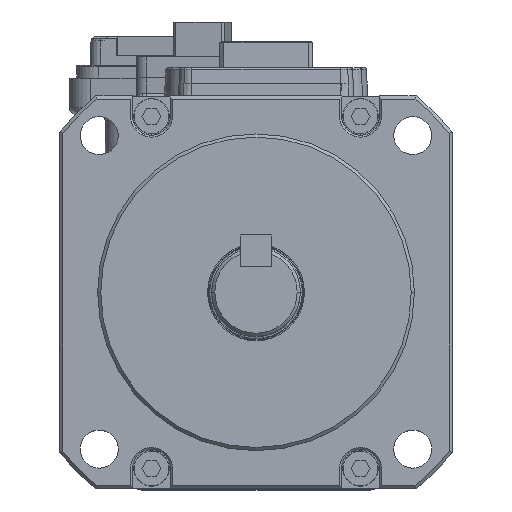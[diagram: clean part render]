
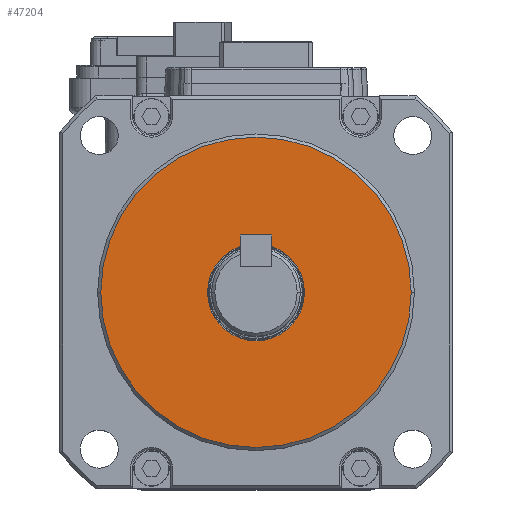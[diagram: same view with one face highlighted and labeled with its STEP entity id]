
A CAD part, top view. The second image highlights one B-rep face of the part: STEP entity #47204.
In plain terms, the highlighted planar face has unit normal (0, 0, 1).
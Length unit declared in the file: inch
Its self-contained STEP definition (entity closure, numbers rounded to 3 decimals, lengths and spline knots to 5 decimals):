
#415 = DIRECTION ( 'NONE',  ( -1., 0., 0. ) ) ;
#3377 = CIRCLE ( 'NONE', #37738, 0.30118 ) ;
#5679 = DIRECTION ( 'NONE',  ( 0., 0., -1. ) ) ;
#5709 = CIRCLE ( 'NONE', #64061, 0.96457 ) ;
#7045 = CARTESIAN_POINT ( 'NONE',  ( -0.30118, 0., 1.16142 ) ) ;
#10708 = CARTESIAN_POINT ( 'NONE',  ( 0.30118, 0., 1.16142 ) ) ;
#11972 = CARTESIAN_POINT ( 'NONE',  ( 0., 0., 1.16142 ) ) ;
#13178 = FACE_OUTER_BOUND ( 'NONE', #63499, .T. ) ;
#14445 = CARTESIAN_POINT ( 'NONE',  ( 0., 0., 1.16142 ) ) ;
#15513 = DIRECTION ( 'NONE',  ( 0., 0., -1. ) ) ;
#17625 = DIRECTION ( 'NONE',  ( -1., 0., 0. ) ) ;
#21192 = DIRECTION ( 'NONE',  ( -1., 0., 0. ) ) ;
#21197 = CARTESIAN_POINT ( 'NONE',  ( 0., 0., 1.16142 ) ) ;
#21705 = EDGE_CURVE ( 'NONE', #41014, #37824, #43913, .T. ) ;
#24306 = ORIENTED_EDGE ( 'NONE', *, *, #21705, .T. ) ;
#25305 = DIRECTION ( 'NONE',  ( 1., 0., 0. ) ) ;
#25772 = DIRECTION ( 'NONE',  ( 0., 0., 1. ) ) ;
#25842 = FACE_BOUND ( 'NONE', #27191, .T. ) ;
#26635 = CARTESIAN_POINT ( 'NONE',  ( -0.96457, 0., 1.16142 ) ) ;
#27191 = EDGE_LOOP ( 'NONE', ( #24306, #60670 ) ) ;
#29270 = CIRCLE ( 'NONE', #50311, 0.96457 ) ;
#37738 = AXIS2_PLACEMENT_3D ( 'NONE', #21197, #48699, #415 ) ;
#37824 = VERTEX_POINT ( 'NONE', #10708 ) ;
#39637 = EDGE_CURVE ( 'NONE', #37824, #41014, #3377, .T. ) ;
#40889 = AXIS2_PLACEMENT_3D ( 'NONE', #14445, #25772, #25305 ) ;
#41014 = VERTEX_POINT ( 'NONE', #7045 ) ;
#43378 = DIRECTION ( 'NONE',  ( -1., 0., 0. ) ) ;
#43913 = CIRCLE ( 'NONE', #54425, 0.30118 ) ;
#45939 = VERTEX_POINT ( 'NONE', #26635 ) ;
#47204 = ADVANCED_FACE ( 'NONE', ( #25842, #13178 ), #51919, .T. ) ;
#48181 = VERTEX_POINT ( 'NONE', #53410 ) ;
#48699 = DIRECTION ( 'NONE',  ( 0., 0., -1. ) ) ;
#50311 = AXIS2_PLACEMENT_3D ( 'NONE', #69505, #5679, #43378 ) ;
#51101 = ORIENTED_EDGE ( 'NONE', *, *, #59931, .F. ) ;
#51919 = PLANE ( 'NONE',  #40889 ) ;
#52900 = ORIENTED_EDGE ( 'NONE', *, *, #64742, .F. ) ;
#53410 = CARTESIAN_POINT ( 'NONE',  ( 0.96457, 0., 1.16142 ) ) ;
#53661 = CARTESIAN_POINT ( 'NONE',  ( 0., 0., 1.16142 ) ) ;
#54425 = AXIS2_PLACEMENT_3D ( 'NONE', #11972, #55757, #17625 ) ;
#55757 = DIRECTION ( 'NONE',  ( 0., 0., -1. ) ) ;
#59931 = EDGE_CURVE ( 'NONE', #48181, #45939, #5709, .T. ) ;
#60670 = ORIENTED_EDGE ( 'NONE', *, *, #39637, .T. ) ;
#63499 = EDGE_LOOP ( 'NONE', ( #52900, #51101 ) ) ;
#64061 = AXIS2_PLACEMENT_3D ( 'NONE', #53661, #15513, #21192 ) ;
#64742 = EDGE_CURVE ( 'NONE', #45939, #48181, #29270, .T. ) ;
#69505 = CARTESIAN_POINT ( 'NONE',  ( 0., 0., 1.16142 ) ) ;
